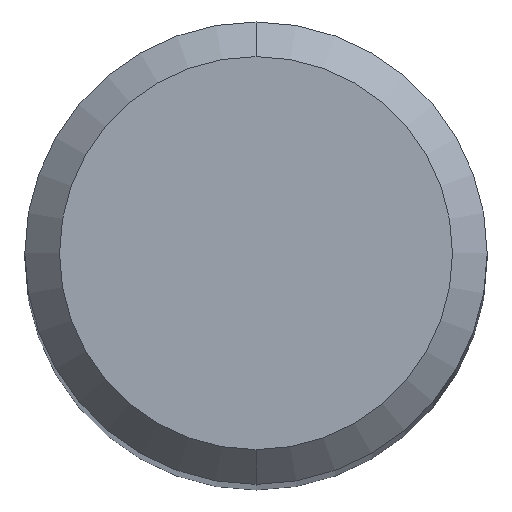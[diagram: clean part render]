
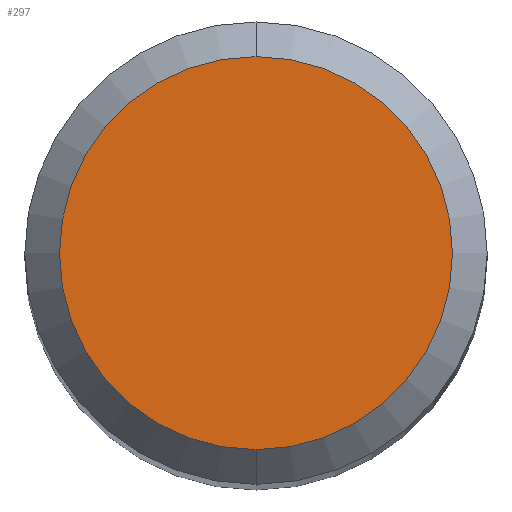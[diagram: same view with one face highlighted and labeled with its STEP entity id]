
A CAD part, top view. The second image highlights one B-rep face of the part: STEP entity #297.
In plain terms, the highlighted planar face has unit normal (0, 0, 1).
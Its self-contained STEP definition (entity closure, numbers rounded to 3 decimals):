
#215=VERTEX_POINT('',#529);
#219=EDGE_CURVE('',#215,#247,#533,.T.);
#223=EDGE_CURVE('',#247,#215,#537,.T.);
#247=VERTEX_POINT('',#563);
#297=ADVANCED_FACE('',(#618),#619,.T.);
#529=CARTESIAN_POINT('',(0.0,1.7,0.0));
#533=CIRCLE('',#884,1.7);
#537=CIRCLE('',#889,1.7);
#563=CARTESIAN_POINT('',(0.,-1.7,0.0));
#618=FACE_OUTER_BOUND('',#1067,.T.);
#619=PLANE('',#1068);
#884=AXIS2_PLACEMENT_3D('',#1521,#1522,#1523);
#889=AXIS2_PLACEMENT_3D('',#1524,#1525,#1526);
#1067=EDGE_LOOP('',(#1628,#1629));
#1068=AXIS2_PLACEMENT_3D('',#1630,#1631,#1632);
#1521=CARTESIAN_POINT('',(0.0,0.0,0.0));
#1522=DIRECTION('',(0.0,0.0,-1.0));
#1523=DIRECTION('',(0.0,1.0,0.0));
#1524=CARTESIAN_POINT('',(0.0,0.0,0.0));
#1525=DIRECTION('',(0.0,0.0,-1.0));
#1526=DIRECTION('',(0.0,1.0,0.0));
#1628=ORIENTED_EDGE('',*,*,#219,.F.);
#1629=ORIENTED_EDGE('',*,*,#223,.F.);
#1630=CARTESIAN_POINT('',(0.0,0.85,0.0));
#1631=DIRECTION('',(-0.0,0.0,1.0));
#1632=DIRECTION('',(0.0,-1.0,0.0));
